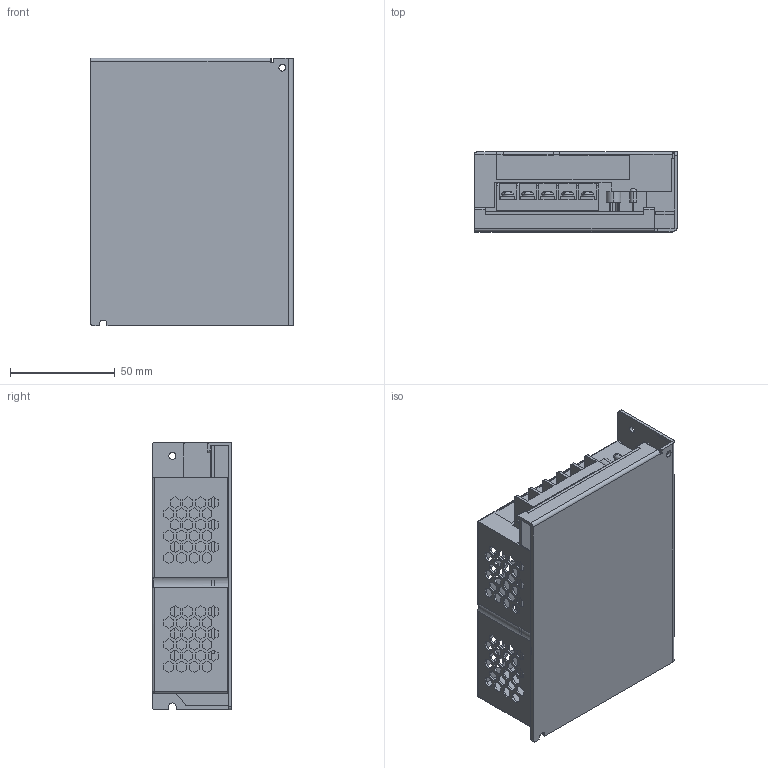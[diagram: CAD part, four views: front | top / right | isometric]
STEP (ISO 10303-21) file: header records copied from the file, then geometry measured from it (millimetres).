
FILE_DESCRIPTION (( 'STEP AP203' ), '1' );
FILE_NAME ('PSS 24-035.STEP', '2011-10-11T17:25:02', ( '.adc' ), ( '' ), 'SwSTEP 2.0', 'SolidWorks 2011', '' );
FILE_SCHEMA (( 'CONFIG_CONTROL_DESIGN' ));
Length unit declared in the file: inch
Products named in the file (1): PSS 24-035
Bounding box: 97.03 x 38.13 x 128.02 mm (x, y, z)
Volume: 164216.4 mm3; surface area: 100811.4 mm2
Topology: 3 solids, 3 shells, 1670 faces, 4915 edges, 3266 vertices
Faces by surface type: plane 1540, cylinder 68, cone 25, bspline 24, torus 12, sphere 1
Entity records: 56799 total; most frequent: CARTESIAN_POINT 11540, ORIENTED_EDGE 9818, DIRECTION 8295, EDGE_CURVE 4909, VECTOR 4577, LINE 4577, VERTEX_POINT 3264, EDGE_LOOP 2107
